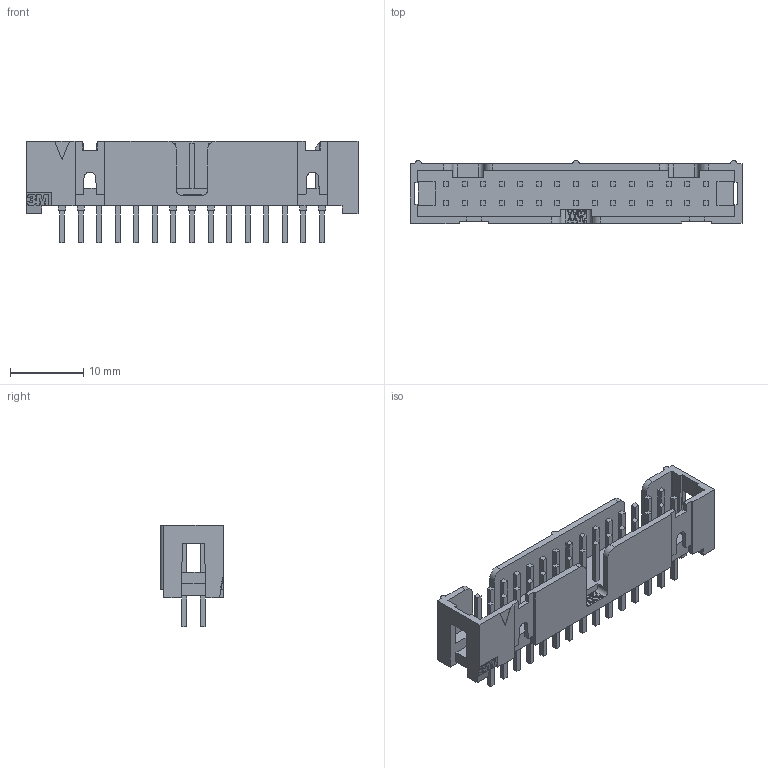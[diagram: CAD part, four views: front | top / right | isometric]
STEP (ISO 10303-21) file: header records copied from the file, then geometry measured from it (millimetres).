
FILE_DESCRIPTION((''),'2;1');
FILE_NAME('3M_N2530-6003RB.stp','2014-01-22T09:08:35',(''),(''),'Mechanical Desktop 2011','Mechanical Desktop 2011',', , ');
FILE_SCHEMA(('AUTOMOTIVE_DESIGN { 1 2 10303 214 1 1 1 1 }'));
Length unit declared in the file: millimetre
Products named in the file (1): Product
Bounding box: 45.42 x 8.64 x 13.85 mm (x, y, z)
Volume: 1473 mm3; surface area: 3238.1 mm2
Topology: 61 solids, 61 shells, 623 faces, 1455 edges, 966 vertices
Faces by surface type: plane 401, bspline 197, cylinder 25
Entity records: 17998 total; most frequent: CARTESIAN_POINT 4264, ORIENTED_EDGE 2910, DIRECTION 2325, EDGE_CURVE 1455, VECTOR 1371, LINE 1371, VERTEX_POINT 966, EDGE_LOOP 643
